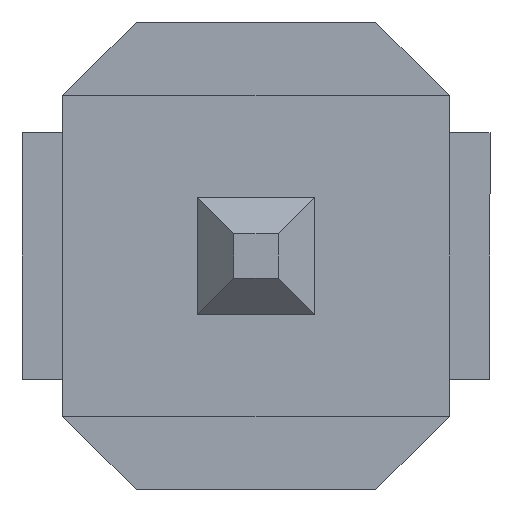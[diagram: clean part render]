
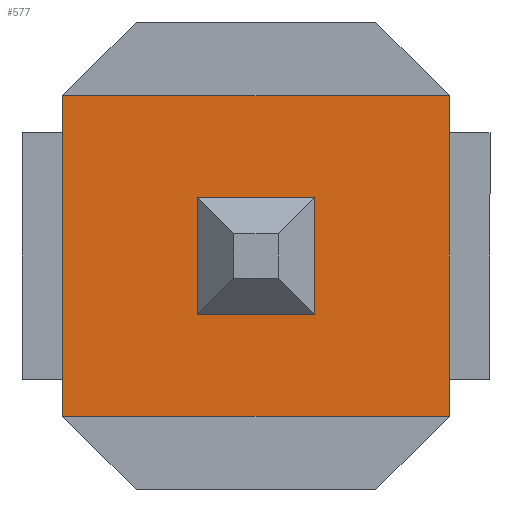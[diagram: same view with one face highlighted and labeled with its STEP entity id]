
A CAD part, front view. The second image highlights one B-rep face of the part: STEP entity #577.
In plain terms, the highlighted planar face has unit normal (0, -1, 0).
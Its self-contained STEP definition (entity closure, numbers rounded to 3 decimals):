
#6 = CARTESIAN_POINT ( 'NONE',  ( 1.05, 0.54, 0.87 ) ) ;
#119 = CARTESIAN_POINT ( 'NONE',  ( -1.05, 0.54, 0.87 ) ) ;
#192 = EDGE_CURVE ( 'NONE', #1191, #1323, #1308, .T. ) ;
#209 = DIRECTION ( 'NONE',  ( 1., 0., 0. ) ) ;
#219 = CARTESIAN_POINT ( 'NONE',  ( 1.27, 0.54, -0.32 ) ) ;
#226 = DIRECTION ( 'NONE',  ( -1., 0., 0. ) ) ;
#254 = CARTESIAN_POINT ( 'NONE',  ( -1.05, 0.54, -0.87 ) ) ;
#273 = EDGE_CURVE ( 'NONE', #836, #1745, #900, .T. ) ;
#274 = DIRECTION ( 'NONE',  ( 0., 0., -1. ) ) ;
#289 = ORIENTED_EDGE ( 'NONE', *, *, #1701, .T. ) ;
#290 = DIRECTION ( 'NONE',  ( 0., 0., 1. ) ) ;
#317 = CARTESIAN_POINT ( 'NONE',  ( -1.05, 0.54, 0.87 ) ) ;
#344 = CARTESIAN_POINT ( 'NONE',  ( 1.27, 0.54, 0.32 ) ) ;
#376 = DIRECTION ( 'NONE',  ( 0., 0., -1. ) ) ;
#389 = DIRECTION ( 'NONE',  ( -1., 0., 0. ) ) ;
#392 = VECTOR ( 'NONE', #1434, 1000. ) ;
#439 = EDGE_CURVE ( 'NONE', #1323, #472, #1485, .T. ) ;
#444 = CARTESIAN_POINT ( 'NONE',  ( -0.32, 0.54, 0.87 ) ) ;
#446 = LINE ( 'NONE', #651, #1120 ) ;
#472 = VERTEX_POINT ( 'NONE', #558 ) ;
#520 = VECTOR ( 'NONE', #376, 1000. ) ;
#558 = CARTESIAN_POINT ( 'NONE',  ( 0.32, 0.54, -0.32 ) ) ;
#576 = CARTESIAN_POINT ( 'NONE',  ( 1.27, 0.54, 0.87 ) ) ;
#577 = ADVANCED_FACE ( 'NONE', ( #1272, #689 ), #1301, .F. ) ;
#599 = VERTEX_POINT ( 'NONE', #1440 ) ;
#623 = ORIENTED_EDGE ( 'NONE', *, *, #923, .F. ) ;
#651 = CARTESIAN_POINT ( 'NONE',  ( 1.27, 0.54, 0.87 ) ) ;
#689 = FACE_OUTER_BOUND ( 'NONE', #1729, .T. ) ;
#707 = LINE ( 'NONE', #219, #933 ) ;
#725 = EDGE_CURVE ( 'NONE', #1408, #1358, #866, .T. ) ;
#836 = VERTEX_POINT ( 'NONE', #6 ) ;
#866 = LINE ( 'NONE', #317, #392 ) ;
#868 = ORIENTED_EDGE ( 'NONE', *, *, #273, .F. ) ;
#898 = VECTOR ( 'NONE', #1596, 1000. ) ;
#900 = LINE ( 'NONE', #1792, #520 ) ;
#923 = EDGE_CURVE ( 'NONE', #1745, #1358, #1667, .T. ) ;
#933 = VECTOR ( 'NONE', #226, 1000. ) ;
#986 = CARTESIAN_POINT ( 'NONE',  ( 0.32, 0.54, 0.87 ) ) ;
#1010 = VECTOR ( 'NONE', #209, 1000. ) ;
#1017 = ORIENTED_EDGE ( 'NONE', *, *, #725, .T. ) ;
#1108 = CARTESIAN_POINT ( 'NONE',  ( 0.32, 0.54, 0.32 ) ) ;
#1120 = VECTOR ( 'NONE', #389, 1000. ) ;
#1132 = CARTESIAN_POINT ( 'NONE',  ( 1.27, 0.54, -0.87 ) ) ;
#1191 = VERTEX_POINT ( 'NONE', #1772 ) ;
#1201 = EDGE_CURVE ( 'NONE', #836, #1408, #446, .T. ) ;
#1220 = ORIENTED_EDGE ( 'NONE', *, *, #1407, .T. ) ;
#1266 = ORIENTED_EDGE ( 'NONE', *, *, #439, .T. ) ;
#1272 = FACE_BOUND ( 'NONE', #1664, .T. ) ;
#1301 = PLANE ( 'NONE',  #1385 ) ;
#1308 = LINE ( 'NONE', #344, #1010 ) ;
#1323 = VERTEX_POINT ( 'NONE', #1108 ) ;
#1337 = LINE ( 'NONE', #444, #1472 ) ;
#1357 = CARTESIAN_POINT ( 'NONE',  ( 1.05, 0.54, -0.87 ) ) ;
#1358 = VERTEX_POINT ( 'NONE', #254 ) ;
#1385 = AXIS2_PLACEMENT_3D ( 'NONE', #576, #1592, #290 ) ;
#1407 = EDGE_CURVE ( 'NONE', #599, #1191, #1337, .T. ) ;
#1408 = VERTEX_POINT ( 'NONE', #119 ) ;
#1412 = DIRECTION ( 'NONE',  ( 0., 0., 1. ) ) ;
#1417 = VECTOR ( 'NONE', #274, 1000. ) ;
#1434 = DIRECTION ( 'NONE',  ( 0., 0., -1. ) ) ;
#1440 = CARTESIAN_POINT ( 'NONE',  ( -0.32, 0.54, -0.32 ) ) ;
#1450 = ORIENTED_EDGE ( 'NONE', *, *, #192, .T. ) ;
#1472 = VECTOR ( 'NONE', #1412, 1000. ) ;
#1485 = LINE ( 'NONE', #986, #1417 ) ;
#1548 = ORIENTED_EDGE ( 'NONE', *, *, #1201, .T. ) ;
#1592 = DIRECTION ( 'NONE',  ( 0., 1., 0. ) ) ;
#1596 = DIRECTION ( 'NONE',  ( -1., 0., 0. ) ) ;
#1664 = EDGE_LOOP ( 'NONE', ( #1450, #1266, #289, #1220 ) ) ;
#1667 = LINE ( 'NONE', #1132, #898 ) ;
#1701 = EDGE_CURVE ( 'NONE', #472, #599, #707, .T. ) ;
#1729 = EDGE_LOOP ( 'NONE', ( #1548, #1017, #623, #868 ) ) ;
#1745 = VERTEX_POINT ( 'NONE', #1357 ) ;
#1772 = CARTESIAN_POINT ( 'NONE',  ( -0.32, 0.54, 0.32 ) ) ;
#1792 = CARTESIAN_POINT ( 'NONE',  ( 1.05, 0.54, -0.87 ) ) ;
